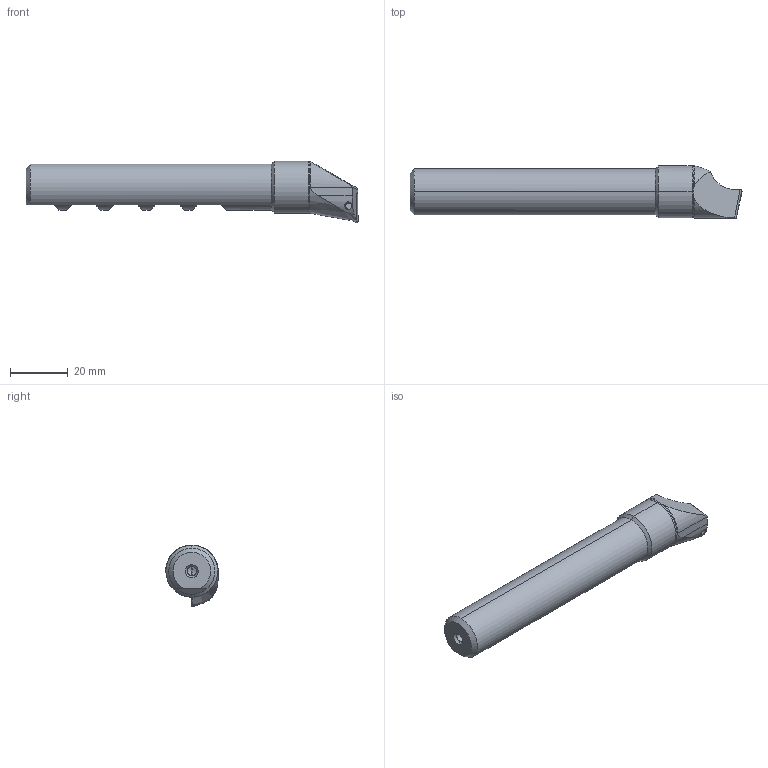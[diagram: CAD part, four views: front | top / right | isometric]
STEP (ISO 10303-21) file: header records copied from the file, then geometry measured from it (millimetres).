
FILE_DESCRIPTION (( 'STEP AP203' ), '1' );
FILE_NAME ('253.025.T11.115.STEP', '2024-08-26T13:20:49', ( '' ), ( '' ), 'SwSTEP 2.0', 'SolidWorks 2022', '' );
FILE_SCHEMA (( 'CONFIG_CONTROL_DESIGN' ));
Length unit declared in the file: millimetre
Products named in the file (4): 253.025.T11.115; TPGH110304; B25-WTI.016.115_A; WLA-ER2.001.007_A
Assembly tree (3 placements, depth 2):
  253.025.T11.115
    B25-WTI.016.115_A
    TPGH110304
    WLA-ER2.001.007_A
Bounding box: 115 x 18.11 x 21.4 mm (x, y, z)
Volume: 20935.7 mm3; surface area: 7498.1 mm2
Topology: 3 solids, 3 shells, 120 faces, 312 edges, 194 vertices
Faces by surface type: cylinder 43, plane 36, cone 29, torus 11, bspline 1
Entity records: 4369 total; most frequent: CARTESIAN_POINT 1148, ORIENTED_EDGE 614, DIRECTION 576, EDGE_CURVE 307, AXIS2_PLACEMENT_3D 227, VERTEX_POINT 194, EDGE_LOOP 127, VECTOR 122
